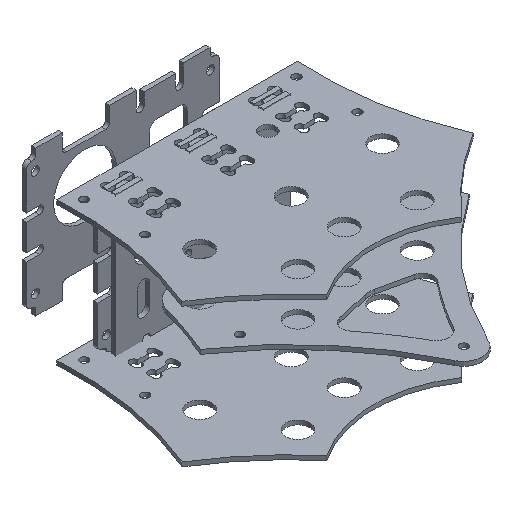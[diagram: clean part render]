
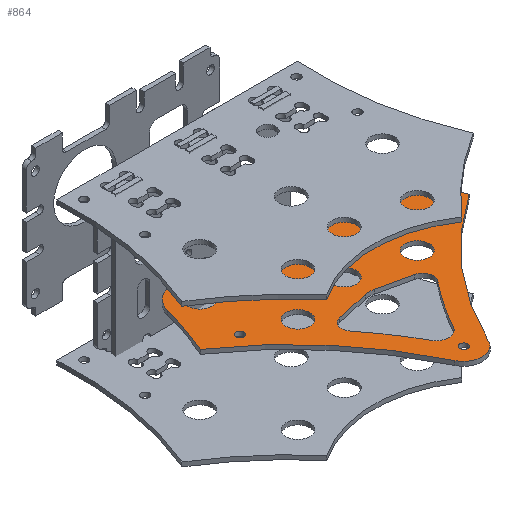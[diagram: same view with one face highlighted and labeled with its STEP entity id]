
A CAD part, isometric view. The second image highlights one B-rep face of the part: STEP entity #864.
In plain terms, the highlighted planar face has unit normal (0, 0, 1).
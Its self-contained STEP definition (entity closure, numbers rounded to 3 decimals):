
#864=ADVANCED_FACE('',(#3013,#3014,#3015,#3016,#3017,#3018,#3019,#3020,#3021,
#3022,#3023,#3024,#3025),#1219,.T.);
#1219=PLANE('',#9178);
#1647=LINE('',#13208,#2425);
#1648=LINE('',#13236,#2426);
#1649=LINE('',#13248,#2427);
#2425=VECTOR('',#10672,1.);
#2426=VECTOR('',#10699,1.);
#2427=VECTOR('',#10710,1.);
#3013=FACE_BOUND('',#3441,.T.);
#3014=FACE_BOUND('',#3442,.T.);
#3015=FACE_BOUND('',#3443,.T.);
#3016=FACE_BOUND('',#3444,.T.);
#3017=FACE_BOUND('',#3445,.T.);
#3018=FACE_BOUND('',#3446,.T.);
#3019=FACE_BOUND('',#3447,.T.);
#3020=FACE_BOUND('',#3448,.T.);
#3021=FACE_BOUND('',#3449,.T.);
#3022=FACE_BOUND('',#3450,.T.);
#3023=FACE_BOUND('',#3451,.T.);
#3024=FACE_BOUND('',#3452,.T.);
#3025=FACE_BOUND('',#3453,.T.);
#3441=EDGE_LOOP('',(#4771,#4772,#4773,#4774,#4775,#4776,#4777,#4778));
#3442=EDGE_LOOP('',(#4779));
#3443=EDGE_LOOP('',(#4780));
#3444=EDGE_LOOP('',(#4781));
#3445=EDGE_LOOP('',(#4782));
#3446=EDGE_LOOP('',(#4783));
#3447=EDGE_LOOP('',(#4784));
#3448=EDGE_LOOP('',(#4785));
#3449=EDGE_LOOP('',(#4786));
#3450=EDGE_LOOP('',(#4787));
#3451=EDGE_LOOP('',(#4788));
#3452=EDGE_LOOP('',(#4789));
#3453=EDGE_LOOP('',(#4790,#4791,#4792,#4793,#4794,#4795,#4796,#4797));
#4771=ORIENTED_EDGE('',*,*,#7613,.F.);
#4772=ORIENTED_EDGE('',*,*,#7614,.F.);
#4773=ORIENTED_EDGE('',*,*,#7615,.F.);
#4774=ORIENTED_EDGE('',*,*,#7616,.F.);
#4775=ORIENTED_EDGE('',*,*,#7617,.F.);
#4776=ORIENTED_EDGE('',*,*,#7618,.F.);
#4777=ORIENTED_EDGE('',*,*,#7619,.F.);
#4778=ORIENTED_EDGE('',*,*,#7620,.F.);
#4779=ORIENTED_EDGE('',*,*,#7621,.F.);
#4780=ORIENTED_EDGE('',*,*,#7622,.F.);
#4781=ORIENTED_EDGE('',*,*,#7623,.F.);
#4782=ORIENTED_EDGE('',*,*,#7624,.F.);
#4783=ORIENTED_EDGE('',*,*,#7625,.F.);
#4784=ORIENTED_EDGE('',*,*,#7626,.F.);
#4785=ORIENTED_EDGE('',*,*,#7627,.F.);
#4786=ORIENTED_EDGE('',*,*,#7628,.F.);
#4787=ORIENTED_EDGE('',*,*,#7629,.F.);
#4788=ORIENTED_EDGE('',*,*,#7630,.F.);
#4789=ORIENTED_EDGE('',*,*,#7631,.F.);
#4790=ORIENTED_EDGE('',*,*,#7632,.F.);
#4791=ORIENTED_EDGE('',*,*,#7633,.T.);
#4792=ORIENTED_EDGE('',*,*,#7634,.T.);
#4793=ORIENTED_EDGE('',*,*,#7635,.T.);
#4794=ORIENTED_EDGE('',*,*,#7636,.F.);
#4795=ORIENTED_EDGE('',*,*,#7637,.F.);
#4796=ORIENTED_EDGE('',*,*,#7638,.F.);
#4797=ORIENTED_EDGE('',*,*,#7639,.F.);
#6619=VERTEX_POINT('',#13196);
#6620=VERTEX_POINT('',#13197);
#6621=VERTEX_POINT('',#13199);
#6622=VERTEX_POINT('',#13201);
#6623=VERTEX_POINT('',#13203);
#6624=VERTEX_POINT('',#13205);
#6625=VERTEX_POINT('',#13207);
#6626=VERTEX_POINT('',#13209);
#6627=VERTEX_POINT('',#13212);
#6628=VERTEX_POINT('',#13214);
#6629=VERTEX_POINT('',#13216);
#6630=VERTEX_POINT('',#13218);
#6631=VERTEX_POINT('',#13220);
#6632=VERTEX_POINT('',#13222);
#6633=VERTEX_POINT('',#13224);
#6634=VERTEX_POINT('',#13226);
#6635=VERTEX_POINT('',#13228);
#6636=VERTEX_POINT('',#13230);
#6637=VERTEX_POINT('',#13232);
#6638=VERTEX_POINT('',#13234);
#6639=VERTEX_POINT('',#13235);
#6640=VERTEX_POINT('',#13237);
#6641=VERTEX_POINT('',#13239);
#6642=VERTEX_POINT('',#13241);
#6643=VERTEX_POINT('',#13243);
#6644=VERTEX_POINT('',#13245);
#6645=VERTEX_POINT('',#13247);
#7613=EDGE_CURVE('',#6619,#6620,#8545,.T.);
#7614=EDGE_CURVE('',#6621,#6619,#8546,.T.);
#7615=EDGE_CURVE('',#6622,#6621,#8547,.T.);
#7616=EDGE_CURVE('',#6623,#6622,#8548,.T.);
#7617=EDGE_CURVE('',#6624,#6623,#8549,.T.);
#7618=EDGE_CURVE('',#6625,#6624,#8550,.T.);
#7619=EDGE_CURVE('',#6626,#6625,#1647,.T.);
#7620=EDGE_CURVE('',#6620,#6626,#8551,.T.);
#7621=EDGE_CURVE('',#6627,#6627,#8552,.T.);
#7622=EDGE_CURVE('',#6628,#6628,#8553,.T.);
#7623=EDGE_CURVE('',#6629,#6629,#8554,.T.);
#7624=EDGE_CURVE('',#6630,#6630,#8555,.T.);
#7625=EDGE_CURVE('',#6631,#6631,#8556,.T.);
#7626=EDGE_CURVE('',#6632,#6632,#8557,.T.);
#7627=EDGE_CURVE('',#6633,#6633,#8558,.T.);
#7628=EDGE_CURVE('',#6634,#6634,#8559,.T.);
#7629=EDGE_CURVE('',#6635,#6635,#8560,.T.);
#7630=EDGE_CURVE('',#6636,#6636,#8561,.T.);
#7631=EDGE_CURVE('',#6637,#6637,#8562,.T.);
#7632=EDGE_CURVE('',#6638,#6639,#8563,.T.);
#7633=EDGE_CURVE('',#6638,#6640,#1648,.T.);
#7634=EDGE_CURVE('',#6640,#6641,#8564,.T.);
#7635=EDGE_CURVE('',#6641,#6642,#8565,.T.);
#7636=EDGE_CURVE('',#6643,#6642,#8566,.T.);
#7637=EDGE_CURVE('',#6644,#6643,#8567,.T.);
#7638=EDGE_CURVE('',#6645,#6644,#8568,.T.);
#7639=EDGE_CURVE('',#6639,#6645,#1649,.T.);
#8545=CIRCLE('',#9154,130.);
#8546=CIRCLE('',#9155,130.);
#8547=CIRCLE('',#9156,7.);
#8548=CIRCLE('',#9157,130.);
#8549=CIRCLE('',#9158,130.);
#8550=CIRCLE('',#9159,10.);
#8551=CIRCLE('',#9160,10.);
#8552=CIRCLE('',#9161,4.5);
#8553=CIRCLE('',#9162,4.5);
#8554=CIRCLE('',#9163,4.5);
#8555=CIRCLE('',#9164,4.5);
#8556=CIRCLE('',#9165,4.5);
#8557=CIRCLE('',#9166,4.5);
#8558=CIRCLE('',#9167,1.5);
#8559=CIRCLE('',#9168,1.5);
#8560=CIRCLE('',#9169,1.5);
#8561=CIRCLE('',#9170,1.5);
#8562=CIRCLE('',#9171,1.5);
#8563=CIRCLE('',#9172,8.);
#8564=CIRCLE('',#9173,4.);
#8565=CIRCLE('',#9174,137.);
#8566=CIRCLE('',#9175,4.766);
#8567=CIRCLE('',#9176,137.);
#8568=CIRCLE('',#9177,4.);
#9154=AXIS2_PLACEMENT_3D('',#13195,#10660,#10661);
#9155=AXIS2_PLACEMENT_3D('',#13198,#10662,#10663);
#9156=AXIS2_PLACEMENT_3D('',#13200,#10664,#10665);
#9157=AXIS2_PLACEMENT_3D('',#13202,#10666,#10667);
#9158=AXIS2_PLACEMENT_3D('',#13204,#10668,#10669);
#9159=AXIS2_PLACEMENT_3D('',#13206,#10670,#10671);
#9160=AXIS2_PLACEMENT_3D('',#13210,#10673,#10674);
#9161=AXIS2_PLACEMENT_3D('',#13211,#10675,#10676);
#9162=AXIS2_PLACEMENT_3D('',#13213,#10677,#10678);
#9163=AXIS2_PLACEMENT_3D('',#13215,#10679,#10680);
#9164=AXIS2_PLACEMENT_3D('',#13217,#10681,#10682);
#9165=AXIS2_PLACEMENT_3D('',#13219,#10683,#10684);
#9166=AXIS2_PLACEMENT_3D('',#13221,#10685,#10686);
#9167=AXIS2_PLACEMENT_3D('',#13223,#10687,#10688);
#9168=AXIS2_PLACEMENT_3D('',#13225,#10689,#10690);
#9169=AXIS2_PLACEMENT_3D('',#13227,#10691,#10692);
#9170=AXIS2_PLACEMENT_3D('',#13229,#10693,#10694);
#9171=AXIS2_PLACEMENT_3D('',#13231,#10695,#10696);
#9172=AXIS2_PLACEMENT_3D('',#13233,#10697,#10698);
#9173=AXIS2_PLACEMENT_3D('',#13238,#10700,#10701);
#9174=AXIS2_PLACEMENT_3D('',#13240,#10702,#10703);
#9175=AXIS2_PLACEMENT_3D('',#13242,#10704,#10705);
#9176=AXIS2_PLACEMENT_3D('',#13244,#10706,#10707);
#9177=AXIS2_PLACEMENT_3D('',#13246,#10708,#10709);
#9178=AXIS2_PLACEMENT_3D('',#13249,#10711,#10712);
#10660=DIRECTION('',(0.,0.,1.));
#10661=DIRECTION('',(1.,0.,0.));
#10662=DIRECTION('',(0.,0.,1.));
#10663=DIRECTION('',(1.,0.,0.));
#10664=DIRECTION('',(0.,0.,-1.));
#10665=DIRECTION('',(1.,0.,0.));
#10666=DIRECTION('',(0.,0.,1.));
#10667=DIRECTION('',(1.,0.,0.));
#10668=DIRECTION('',(0.,0.,1.));
#10669=DIRECTION('',(1.,0.,0.));
#10670=DIRECTION('',(0.,0.,-1.));
#10671=DIRECTION('',(1.,0.,0.));
#10672=DIRECTION('',(1.,0.,0.));
#10673=DIRECTION('',(0.,0.,-1.));
#10674=DIRECTION('',(1.,0.,0.));
#10675=DIRECTION('',(0.,0.,1.));
#10676=DIRECTION('',(1.,0.,0.));
#10677=DIRECTION('',(0.,0.,1.));
#10678=DIRECTION('',(1.,0.,0.));
#10679=DIRECTION('',(0.,0.,1.));
#10680=DIRECTION('',(1.,0.,0.));
#10681=DIRECTION('',(0.,0.,1.));
#10682=DIRECTION('',(1.,0.,0.));
#10683=DIRECTION('',(0.,0.,1.));
#10684=DIRECTION('',(1.,0.,0.));
#10685=DIRECTION('',(0.,0.,1.));
#10686=DIRECTION('',(1.,0.,0.));
#10687=DIRECTION('',(0.,0.,1.));
#10688=DIRECTION('',(1.,0.,0.));
#10689=DIRECTION('',(0.,0.,1.));
#10690=DIRECTION('',(1.,0.,0.));
#10691=DIRECTION('',(0.,0.,1.));
#10692=DIRECTION('',(1.,0.,0.));
#10693=DIRECTION('',(0.,0.,1.));
#10694=DIRECTION('',(1.,0.,0.));
#10695=DIRECTION('',(0.,0.,1.));
#10696=DIRECTION('',(1.,0.,0.));
#10697=DIRECTION('',(0.,0.,1.));
#10698=DIRECTION('',(1.,0.,0.));
#10699=DIRECTION('',(0.976,-0.217,0.));
#10700=DIRECTION('',(0.,0.,-1.));
#10701=DIRECTION('',(-1.,0.,0.));
#10702=DIRECTION('',(0.,0.,1.));
#10703=DIRECTION('',(-1.,0.,0.));
#10704=DIRECTION('',(0.,0.,1.));
#10705=DIRECTION('',(1.,0.,0.));
#10706=DIRECTION('',(0.,0.,-1.));
#10707=DIRECTION('',(1.,0.,0.));
#10708=DIRECTION('',(0.,0.,1.));
#10709=DIRECTION('',(1.,0.,0.));
#10710=DIRECTION('',(-0.976,-0.217,0.));
#10711=DIRECTION('',(0.,0.,1.));
#10712=DIRECTION('',(1.,0.,0.));
#13195=CARTESIAN_POINT('',(-170.,0.,22.25));
#13196=CARTESIAN_POINT('',(-50.615,-51.451,22.25));
#13197=CARTESIAN_POINT('',(-44.128,-32.5,22.25));
#13198=CARTESIAN_POINT('',(-123.645,-159.,22.25));
#13199=CARTESIAN_POINT('',(-6.318,-103.015,22.25));
#13200=CARTESIAN_POINT('',(0.,-100.,22.25));
#13201=CARTESIAN_POINT('',(6.318,-103.015,22.25));
#13202=CARTESIAN_POINT('',(123.645,-159.,22.25));
#13203=CARTESIAN_POINT('',(50.615,-51.451,22.25));
#13204=CARTESIAN_POINT('',(170.,0.,22.25));
#13205=CARTESIAN_POINT('',(44.128,-32.5,22.25));
#13206=CARTESIAN_POINT('',(34.446,-35.,22.25));
#13207=CARTESIAN_POINT('',(34.446,-25.,22.25));
#13208=CARTESIAN_POINT('',(-34.446,-25.,22.25));
#13209=CARTESIAN_POINT('',(-34.446,-25.,22.25));
#13210=CARTESIAN_POINT('',(-34.446,-35.,22.25));
#13211=CARTESIAN_POINT('',(34.446,-35.,22.25));
#13212=CARTESIAN_POINT('',(38.946,-35.,22.25));
#13213=CARTESIAN_POINT('',(22.5,-60.,22.25));
#13214=CARTESIAN_POINT('',(27.,-60.,22.25));
#13215=CARTESIAN_POINT('',(0.,-35.,22.25));
#13216=CARTESIAN_POINT('',(4.5,-35.,22.25));
#13217=CARTESIAN_POINT('',(0.,-55.,22.25));
#13218=CARTESIAN_POINT('',(4.5,-55.,22.25));
#13219=CARTESIAN_POINT('',(-22.5,-60.,22.25));
#13220=CARTESIAN_POINT('',(-18.,-60.,22.25));
#13221=CARTESIAN_POINT('',(-34.446,-35.,22.25));
#13222=CARTESIAN_POINT('',(-29.946,-35.,22.25));
#13223=CARTESIAN_POINT('',(-19.,-31.,22.25));
#13224=CARTESIAN_POINT('',(-17.5,-31.,22.25));
#13225=CARTESIAN_POINT('',(-38.284,-53.981,22.25));
#13226=CARTESIAN_POINT('',(-36.784,-53.981,22.25));
#13227=CARTESIAN_POINT('',(0.,-100.,22.25));
#13228=CARTESIAN_POINT('',(1.5,-100.,22.25));
#13229=CARTESIAN_POINT('',(19.,-31.,22.25));
#13230=CARTESIAN_POINT('',(20.5,-31.,22.25));
#13231=CARTESIAN_POINT('',(38.284,-53.981,22.25));
#13232=CARTESIAN_POINT('',(39.784,-53.981,22.25));
#13233=CARTESIAN_POINT('',(0.,-72.415,22.25));
#13234=CARTESIAN_POINT('',(1.735,-64.605,22.25));
#13235=CARTESIAN_POINT('',(-1.735,-64.605,22.25));
#13236=CARTESIAN_POINT('',(1.735,-64.605,22.25));
#13237=CARTESIAN_POINT('',(14.133,-67.36,22.25));
#13238=CARTESIAN_POINT('',(13.265,-71.265,22.25));
#13239=CARTESIAN_POINT('',(16.397,-73.754,22.25));
#13240=CARTESIAN_POINT('',(123.645,-159.,22.25));
#13241=CARTESIAN_POINT('',(4.157,-91.98,22.25));
#13242=CARTESIAN_POINT('',(0.,-89.649,22.25));
#13243=CARTESIAN_POINT('',(-4.157,-91.98,22.25));
#13244=CARTESIAN_POINT('',(-123.645,-159.,22.25));
#13245=CARTESIAN_POINT('',(-16.397,-73.754,22.25));
#13246=CARTESIAN_POINT('',(-13.265,-71.265,22.25));
#13247=CARTESIAN_POINT('',(-14.133,-67.36,22.25));
#13248=CARTESIAN_POINT('',(-1.735,-64.605,22.25));
#13249=CARTESIAN_POINT('',(-170.,0.,22.25));
